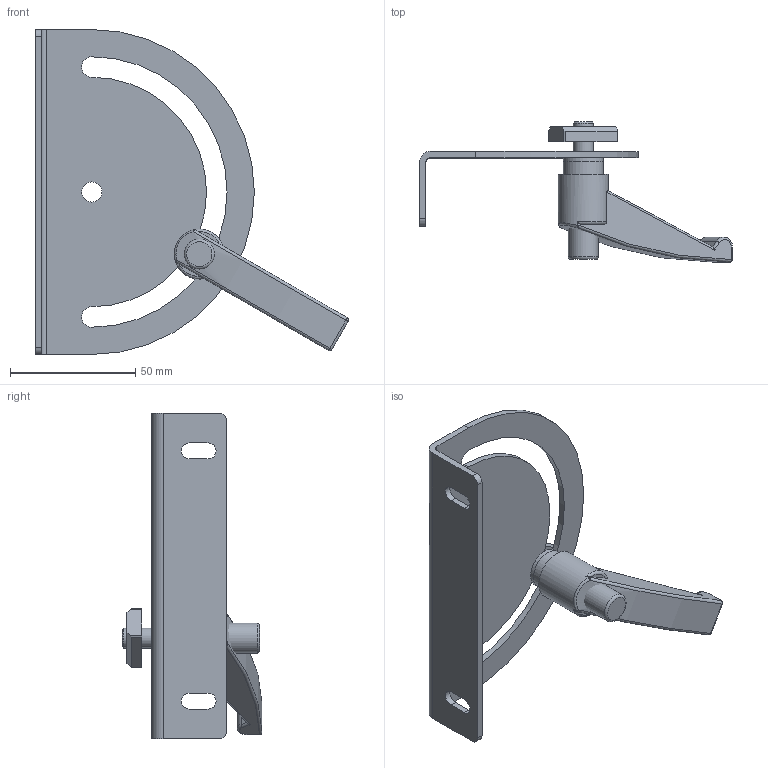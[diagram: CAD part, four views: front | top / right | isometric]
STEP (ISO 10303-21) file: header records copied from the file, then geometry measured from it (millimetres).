
FILE_DESCRIPTION(/* description */ (''),/* implementation_level */ '2;1');
FILE_NAME(/* name */ '324548.stp',/* time_stamp */ '2022-10-07T07:53:53+02:00',/* author */ ('aluteckkpl_am'),/* organization */ (''),/* preprocessor_version */ 'ST-DEVELOPER v18.1',/* originating_system */ 'Autodesk Inventor 2021',/* authorisation */ '');
FILE_SCHEMA (('CONFIG_CONTROL_DESIGN'));
Length unit declared in the file: millimetre
Products named in the file (7): 324548; 324548-1; 210825 210825; 324546-1; 324545-3-1; 324545-3-2; DIN 125-1 A A 8,4
Assembly tree (6 placements, depth 3):
  324548
    324548-1
    210825 210825
    324546-1
      324545-3-1
      324545-3-2
    DIN 125-1 A A 8,4
Bounding box: 125.18 x 55.99 x 130 mm (x, y, z)
Volume: 51596.1 mm3; surface area: 34989.9 mm2
Topology: 5 solids, 5 shells, 87 faces, 216 edges, 139 vertices
Faces by surface type: plane 39, cylinder 35, torus 7, sphere 4, cone 1, bspline 1
Full cylindrical faces by diameter (mm): 6.647 x1, 8 x2, 8.1 x1, 8.4 x1, 12 x2, 16 x3, 20 x1
Entity records: 3125 total; most frequent: CARTESIAN_POINT 685, DIRECTION 493, ORIENTED_EDGE 424, EDGE_CURVE 212, AXIS2_PLACEMENT_3D 193, VERTEX_POINT 139, LINE 107, VECTOR 107
